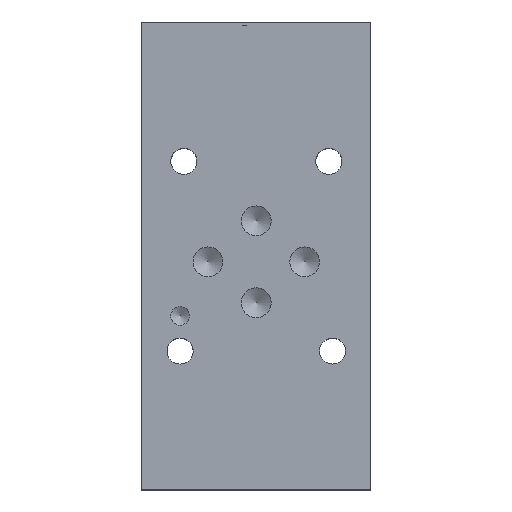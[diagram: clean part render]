
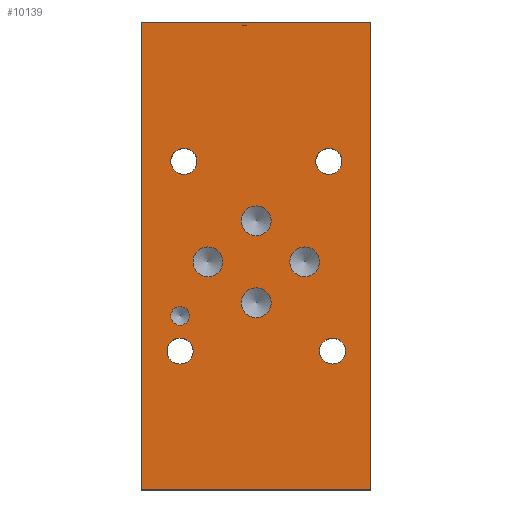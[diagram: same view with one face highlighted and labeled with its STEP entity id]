
A CAD part, top view. The second image highlights one B-rep face of the part: STEP entity #10139.
In plain terms, the highlighted planar face has unit normal (0, 0, 1).
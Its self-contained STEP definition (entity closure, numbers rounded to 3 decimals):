
#114=CIRCLE('',#10540,3.175);
#115=CIRCLE('',#10541,3.175);
#118=CIRCLE('',#10546,3.175);
#119=CIRCLE('',#10547,3.175);
#122=CIRCLE('',#10552,3.175);
#123=CIRCLE('',#10553,3.175);
#126=CIRCLE('',#10558,3.175);
#127=CIRCLE('',#10559,3.175);
#130=CIRCLE('',#10564,1.981);
#131=CIRCLE('',#10565,1.981);
#134=CIRCLE('',#10570,2.781);
#135=CIRCLE('',#10571,2.781);
#138=CIRCLE('',#10575,2.781);
#139=CIRCLE('',#10576,2.781);
#142=CIRCLE('',#10580,2.781);
#143=CIRCLE('',#10581,2.781);
#146=CIRCLE('',#10585,2.781);
#147=CIRCLE('',#10586,2.781);
#221=FACE_BOUND('',#1571,.T.);
#222=FACE_BOUND('',#1572,.T.);
#223=FACE_BOUND('',#1573,.T.);
#224=FACE_BOUND('',#1574,.T.);
#225=FACE_BOUND('',#1575,.T.);
#226=FACE_BOUND('',#1576,.T.);
#227=FACE_BOUND('',#1577,.T.);
#228=FACE_BOUND('',#1578,.T.);
#229=FACE_BOUND('',#1579,.T.);
#513=PLANE('',#10593);
#1020=FACE_OUTER_BOUND('',#1570,.T.);
#1570=EDGE_LOOP('',(#8968,#8969,#8970,#8971));
#1571=EDGE_LOOP('',(#8972,#8973));
#1572=EDGE_LOOP('',(#8974,#8975));
#1573=EDGE_LOOP('',(#8976,#8977));
#1574=EDGE_LOOP('',(#8978,#8979));
#1575=EDGE_LOOP('',(#8980,#8981));
#1576=EDGE_LOOP('',(#8982,#8983));
#1577=EDGE_LOOP('',(#8984,#8985));
#1578=EDGE_LOOP('',(#8986,#8987));
#1579=EDGE_LOOP('',(#8988,#8989));
#2026=LINE('',#15984,#2956);
#2513=LINE('',#17653,#3443);
#2516=LINE('',#17659,#3446);
#2519=LINE('',#17663,#3449);
#2956=VECTOR('',#11249,10.);
#3443=VECTOR('',#12392,10.);
#3446=VECTOR('',#12397,10.);
#3449=VECTOR('',#12402,10.);
#4318=VERTEX_POINT('',#15981);
#4319=VERTEX_POINT('',#15983);
#4731=VERTEX_POINT('',#17544);
#4732=VERTEX_POINT('',#17545);
#4736=VERTEX_POINT('',#17557);
#4737=VERTEX_POINT('',#17558);
#4741=VERTEX_POINT('',#17570);
#4742=VERTEX_POINT('',#17571);
#4746=VERTEX_POINT('',#17583);
#4747=VERTEX_POINT('',#17584);
#4751=VERTEX_POINT('',#17596);
#4752=VERTEX_POINT('',#17597);
#4756=VERTEX_POINT('',#17609);
#4757=VERTEX_POINT('',#17610);
#4760=VERTEX_POINT('',#17619);
#4761=VERTEX_POINT('',#17620);
#4764=VERTEX_POINT('',#17629);
#4765=VERTEX_POINT('',#17630);
#4768=VERTEX_POINT('',#17639);
#4769=VERTEX_POINT('',#17640);
#4773=VERTEX_POINT('',#17652);
#4775=VERTEX_POINT('',#17658);
#5528=EDGE_CURVE('',#4319,#4318,#2026,.T.);
#6130=EDGE_CURVE('',#4731,#4732,#114,.T.);
#6131=EDGE_CURVE('',#4732,#4731,#115,.T.);
#6136=EDGE_CURVE('',#4736,#4737,#118,.T.);
#6137=EDGE_CURVE('',#4737,#4736,#119,.T.);
#6142=EDGE_CURVE('',#4741,#4742,#122,.T.);
#6143=EDGE_CURVE('',#4742,#4741,#123,.T.);
#6148=EDGE_CURVE('',#4746,#4747,#126,.T.);
#6149=EDGE_CURVE('',#4747,#4746,#127,.T.);
#6154=EDGE_CURVE('',#4751,#4752,#130,.T.);
#6155=EDGE_CURVE('',#4752,#4751,#131,.T.);
#6160=EDGE_CURVE('',#4756,#4757,#134,.T.);
#6161=EDGE_CURVE('',#4757,#4756,#135,.T.);
#6165=EDGE_CURVE('',#4760,#4761,#138,.T.);
#6166=EDGE_CURVE('',#4761,#4760,#139,.T.);
#6170=EDGE_CURVE('',#4764,#4765,#142,.T.);
#6171=EDGE_CURVE('',#4765,#4764,#143,.T.);
#6175=EDGE_CURVE('',#4768,#4769,#146,.T.);
#6176=EDGE_CURVE('',#4769,#4768,#147,.T.);
#6181=EDGE_CURVE('',#4773,#4319,#2513,.T.);
#6184=EDGE_CURVE('',#4775,#4773,#2516,.T.);
#6187=EDGE_CURVE('',#4318,#4775,#2519,.T.);
#8968=ORIENTED_EDGE('',*,*,#6187,.T.);
#8969=ORIENTED_EDGE('',*,*,#6184,.T.);
#8970=ORIENTED_EDGE('',*,*,#6181,.T.);
#8971=ORIENTED_EDGE('',*,*,#5528,.T.);
#8972=ORIENTED_EDGE('',*,*,#6130,.T.);
#8973=ORIENTED_EDGE('',*,*,#6131,.T.);
#8974=ORIENTED_EDGE('',*,*,#6136,.T.);
#8975=ORIENTED_EDGE('',*,*,#6137,.T.);
#8976=ORIENTED_EDGE('',*,*,#6142,.T.);
#8977=ORIENTED_EDGE('',*,*,#6143,.T.);
#8978=ORIENTED_EDGE('',*,*,#6148,.T.);
#8979=ORIENTED_EDGE('',*,*,#6149,.T.);
#8980=ORIENTED_EDGE('',*,*,#6154,.T.);
#8981=ORIENTED_EDGE('',*,*,#6155,.T.);
#8982=ORIENTED_EDGE('',*,*,#6160,.T.);
#8983=ORIENTED_EDGE('',*,*,#6161,.T.);
#8984=ORIENTED_EDGE('',*,*,#6165,.T.);
#8985=ORIENTED_EDGE('',*,*,#6166,.T.);
#8986=ORIENTED_EDGE('',*,*,#6170,.T.);
#8987=ORIENTED_EDGE('',*,*,#6171,.T.);
#8988=ORIENTED_EDGE('',*,*,#6175,.T.);
#8989=ORIENTED_EDGE('',*,*,#6176,.T.);
#10139=ADVANCED_FACE('',(#1020,#221,#222,#223,#224,#225,#226,#227,#228,
#229),#513,.T.);
#10540=AXIS2_PLACEMENT_3D('',#17546,#12275,#12276);
#10541=AXIS2_PLACEMENT_3D('',#17547,#12277,#12278);
#10546=AXIS2_PLACEMENT_3D('',#17559,#12289,#12290);
#10547=AXIS2_PLACEMENT_3D('',#17560,#12291,#12292);
#10552=AXIS2_PLACEMENT_3D('',#17572,#12303,#12304);
#10553=AXIS2_PLACEMENT_3D('',#17573,#12305,#12306);
#10558=AXIS2_PLACEMENT_3D('',#17585,#12317,#12318);
#10559=AXIS2_PLACEMENT_3D('',#17586,#12319,#12320);
#10564=AXIS2_PLACEMENT_3D('',#17598,#12331,#12332);
#10565=AXIS2_PLACEMENT_3D('',#17599,#12333,#12334);
#10570=AXIS2_PLACEMENT_3D('',#17611,#12345,#12346);
#10571=AXIS2_PLACEMENT_3D('',#17612,#12347,#12348);
#10575=AXIS2_PLACEMENT_3D('',#17621,#12356,#12357);
#10576=AXIS2_PLACEMENT_3D('',#17622,#12358,#12359);
#10580=AXIS2_PLACEMENT_3D('',#17631,#12367,#12368);
#10581=AXIS2_PLACEMENT_3D('',#17632,#12369,#12370);
#10585=AXIS2_PLACEMENT_3D('',#17641,#12378,#12379);
#10586=AXIS2_PLACEMENT_3D('',#17642,#12380,#12381);
#10593=AXIS2_PLACEMENT_3D('',#17664,#12403,#12404);
#11249=DIRECTION('',(0.,-1.,0.));
#12275=DIRECTION('center_axis',(0.,0.,-1.));
#12276=DIRECTION('ref_axis',(1.,0.,0.));
#12277=DIRECTION('center_axis',(0.,0.,-1.));
#12278=DIRECTION('ref_axis',(1.,0.,0.));
#12289=DIRECTION('center_axis',(0.,0.,-1.));
#12290=DIRECTION('ref_axis',(1.,0.,0.));
#12291=DIRECTION('center_axis',(0.,0.,-1.));
#12292=DIRECTION('ref_axis',(1.,0.,0.));
#12303=DIRECTION('center_axis',(0.,0.,-1.));
#12304=DIRECTION('ref_axis',(1.,0.,0.));
#12305=DIRECTION('center_axis',(0.,0.,-1.));
#12306=DIRECTION('ref_axis',(1.,0.,0.));
#12317=DIRECTION('center_axis',(0.,0.,-1.));
#12318=DIRECTION('ref_axis',(1.,0.,0.));
#12319=DIRECTION('center_axis',(0.,0.,-1.));
#12320=DIRECTION('ref_axis',(1.,0.,0.));
#12331=DIRECTION('center_axis',(0.,0.,-1.));
#12332=DIRECTION('ref_axis',(1.,0.,0.));
#12333=DIRECTION('center_axis',(0.,0.,-1.));
#12334=DIRECTION('ref_axis',(1.,0.,0.));
#12345=DIRECTION('center_axis',(0.,0.,-1.));
#12346=DIRECTION('ref_axis',(1.,0.,0.));
#12347=DIRECTION('center_axis',(0.,0.,-1.));
#12348=DIRECTION('ref_axis',(1.,0.,0.));
#12356=DIRECTION('center_axis',(0.,0.,-1.));
#12357=DIRECTION('ref_axis',(1.,0.,0.));
#12358=DIRECTION('center_axis',(0.,0.,-1.));
#12359=DIRECTION('ref_axis',(1.,0.,0.));
#12367=DIRECTION('center_axis',(0.,0.,-1.));
#12368=DIRECTION('ref_axis',(1.,0.,0.));
#12369=DIRECTION('center_axis',(0.,0.,-1.));
#12370=DIRECTION('ref_axis',(1.,0.,0.));
#12378=DIRECTION('center_axis',(0.,0.,-1.));
#12379=DIRECTION('ref_axis',(1.,0.,0.));
#12380=DIRECTION('center_axis',(0.,0.,-1.));
#12381=DIRECTION('ref_axis',(1.,0.,0.));
#12392=DIRECTION('',(-1.,0.,0.));
#12397=DIRECTION('',(0.,1.,0.));
#12402=DIRECTION('',(1.,0.,0.));
#12403=DIRECTION('center_axis',(0.,0.,1.));
#12404=DIRECTION('ref_axis',(1.,0.,0.));
#15981=CARTESIAN_POINT('',(0.,0.,40.132));
#15983=CARTESIAN_POINT('',(0.,99.822,40.132));
#15984=CARTESIAN_POINT('',(0.,99.822,40.132));
#17544=CARTESIAN_POINT('',(27.737,39.903,40.132));
#17545=CARTESIAN_POINT('',(21.387,39.903,40.132));
#17546=CARTESIAN_POINT('Origin',(24.562,39.903,40.132));
#17547=CARTESIAN_POINT('Origin',(24.562,39.903,40.132));
#17557=CARTESIAN_POINT('',(27.737,57.379,40.132));
#17558=CARTESIAN_POINT('',(21.387,57.379,40.132));
#17559=CARTESIAN_POINT('Origin',(24.562,57.379,40.132));
#17560=CARTESIAN_POINT('Origin',(24.562,57.379,40.132));
#17570=CARTESIAN_POINT('',(38.075,48.641,40.132));
#17571=CARTESIAN_POINT('',(31.725,48.641,40.132));
#17572=CARTESIAN_POINT('Origin',(34.9,48.641,40.132));
#17573=CARTESIAN_POINT('Origin',(34.9,48.641,40.132));
#17583=CARTESIAN_POINT('',(17.424,48.641,40.132));
#17584=CARTESIAN_POINT('',(11.074,48.641,40.132));
#17585=CARTESIAN_POINT('Origin',(14.249,48.641,40.132));
#17586=CARTESIAN_POINT('Origin',(14.249,48.641,40.132));
#17596=CARTESIAN_POINT('',(10.287,37.084,40.132));
#17597=CARTESIAN_POINT('',(6.325,37.084,40.132));
#17598=CARTESIAN_POINT('Origin',(8.306,37.084,40.132));
#17599=CARTESIAN_POINT('Origin',(8.306,37.084,40.132));
#17609=CARTESIAN_POINT('',(11.087,29.591,40.132));
#17610=CARTESIAN_POINT('',(5.525,29.591,40.132));
#17611=CARTESIAN_POINT('Origin',(8.306,29.591,40.132));
#17612=CARTESIAN_POINT('Origin',(8.306,29.591,40.132));
#17619=CARTESIAN_POINT('',(43.625,29.591,40.132));
#17620=CARTESIAN_POINT('',(38.062,29.591,40.132));
#17621=CARTESIAN_POINT('Origin',(40.843,29.591,40.132));
#17622=CARTESIAN_POINT('Origin',(40.843,29.591,40.132));
#17629=CARTESIAN_POINT('',(42.837,70.079,40.132));
#17630=CARTESIAN_POINT('',(37.275,70.079,40.132));
#17631=CARTESIAN_POINT('Origin',(40.056,70.079,40.132));
#17632=CARTESIAN_POINT('Origin',(40.056,70.079,40.132));
#17639=CARTESIAN_POINT('',(11.875,70.079,40.132));
#17640=CARTESIAN_POINT('',(6.312,70.079,40.132));
#17641=CARTESIAN_POINT('Origin',(9.093,70.079,40.132));
#17642=CARTESIAN_POINT('Origin',(9.093,70.079,40.132));
#17652=CARTESIAN_POINT('',(49.022,99.822,40.132));
#17653=CARTESIAN_POINT('',(49.022,99.822,40.132));
#17658=CARTESIAN_POINT('',(49.022,0.,40.132));
#17659=CARTESIAN_POINT('',(49.022,0.,40.132));
#17663=CARTESIAN_POINT('',(0.,0.,40.132));
#17664=CARTESIAN_POINT('Origin',(24.511,49.911,40.132));
